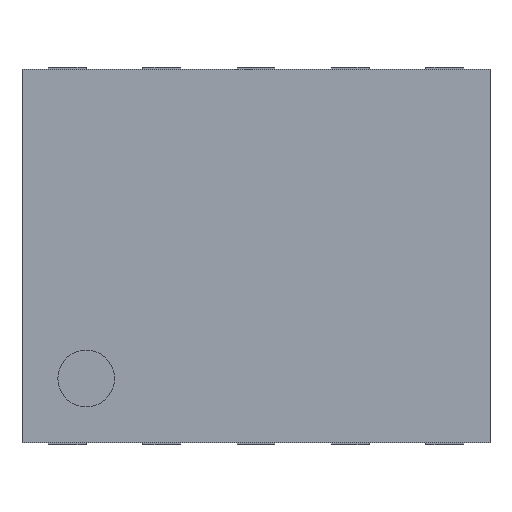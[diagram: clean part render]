
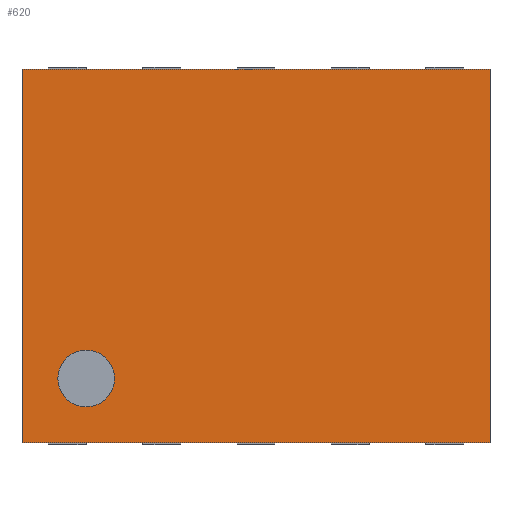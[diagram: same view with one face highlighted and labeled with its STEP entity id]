
A CAD part, top view. The second image highlights one B-rep face of the part: STEP entity #620.
In plain terms, the highlighted planar face has unit normal (0, 0, 1).
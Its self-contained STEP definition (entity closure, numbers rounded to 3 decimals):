
#12=DIRECTION('',(0.,0.,1.));
#173=VECTOR('',#174,1.);
#174=DIRECTION('',(1.,0.,0.));
#211=VERTEX_POINT('',#212);
#212=CARTESIAN_POINT('',(-1.24,-0.99,0.52));
#214=ORIENTED_EDGE('',*,*,#215,.T.);
#215=EDGE_CURVE('',#211,#216,#218,.T.);
#216=VERTEX_POINT('',#217);
#217=CARTESIAN_POINT('',(1.24,-0.99,0.52));
#218=LINE('',#212,#173);
#247=DIRECTION('',(0.,0.,-1.));
#316=DIRECTION('',(0.,1.,0.));
#366=VECTOR('',#316,1.);
#421=VERTEX_POINT('',#422);
#422=CARTESIAN_POINT('',(-1.24,0.99,0.52));
#425=EDGE_CURVE('',#421,#426,#428,.T.);
#426=VERTEX_POINT('',#427);
#427=CARTESIAN_POINT('',(1.24,0.99,0.52));
#428=LINE('',#422,#173);
#589=ORIENTED_EDGE('',*,*,#590,.F.);
#590=EDGE_CURVE('',#211,#421,#591,.T.);
#591=LINE('',#212,#366);
#620=ADVANCED_FACE('',(#621,#627),#636,.T.);
#621=FACE_BOUND('',#622,.T.);
#622=EDGE_LOOP('',(#589,#214,#623,#626));
#623=ORIENTED_EDGE('',*,*,#624,.T.);
#624=EDGE_CURVE('',#216,#426,#625,.T.);
#625=LINE('',#217,#366);
#626=ORIENTED_EDGE('',*,*,#425,.F.);
#627=FACE_BOUND('',#628,.T.);
#628=EDGE_LOOP('',(#629));
#629=ORIENTED_EDGE('',*,*,#630,.T.);
#630=EDGE_CURVE('',#631,#631,#633,.T.);
#631=VERTEX_POINT('',#632);
#632=CARTESIAN_POINT('',(-0.75,-0.65,0.52));
#633=CIRCLE('',#634,0.15);
#634=AXIS2_PLACEMENT_3D('',#635,#247,#174);
#635=CARTESIAN_POINT('',(-0.9,-0.65,0.52));
#636=PLANE('',#637);
#637=AXIS2_PLACEMENT_3D('',#212,#12,#174);
